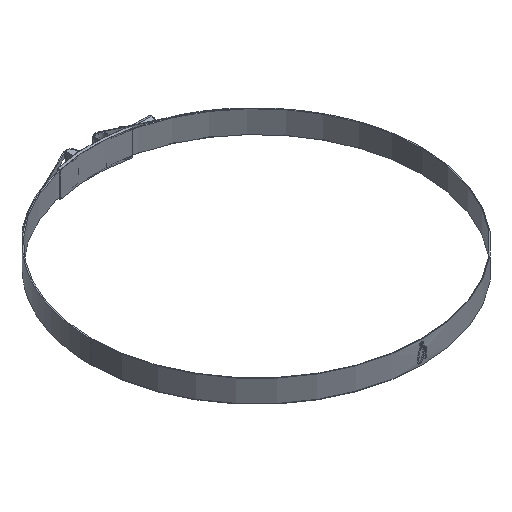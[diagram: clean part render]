
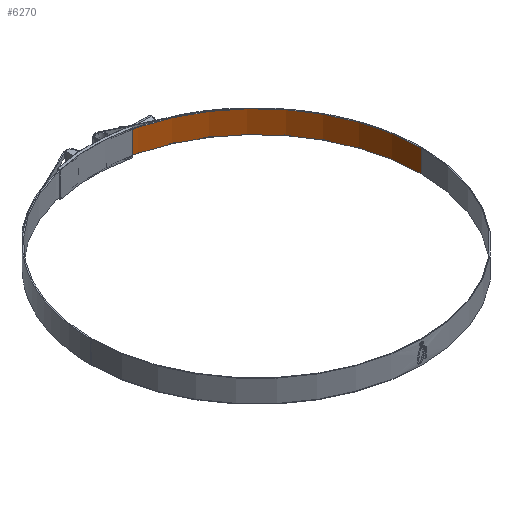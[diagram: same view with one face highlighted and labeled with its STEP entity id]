
A CAD part, isometric view. The second image highlights one B-rep face of the part: STEP entity #6270.
In plain terms, the highlighted cylindrical face has radius 140 mm (diameter 280 mm), a partial arc.
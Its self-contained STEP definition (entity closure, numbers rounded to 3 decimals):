
#229 = ORIENTED_EDGE ( 'NONE', *, *, #9920, .F. ) ;
#661 = EDGE_CURVE ( 'NONE', #3930, #5086, #2722, .T. ) ;
#1371 = CARTESIAN_POINT ( 'NONE',  ( 0., 0., 9.525 ) ) ;
#1451 = AXIS2_PLACEMENT_3D ( 'NONE', #10690, #10768, #7674 ) ;
#1469 = VECTOR ( 'NONE', #11244, 1000. ) ;
#1567 = DIRECTION ( 'NONE',  ( 0., 0., -1. ) ) ;
#1643 = CARTESIAN_POINT ( 'NONE',  ( 140., 0., 9.525 ) ) ;
#2033 = CARTESIAN_POINT ( 'NONE',  ( 140., 0., 9.525 ) ) ;
#2722 = LINE ( 'NONE', #7144, #1469 ) ;
#3186 = FACE_OUTER_BOUND ( 'NONE', #5749, .T. ) ;
#3680 = CARTESIAN_POINT ( 'NONE',  ( 0., 0., -9.525 ) ) ;
#3916 = EDGE_CURVE ( 'NONE', #5086, #5449, #5647, .T. ) ;
#3930 = VERTEX_POINT ( 'NONE', #7097 ) ;
#3994 = DIRECTION ( 'NONE',  ( 0., 0., -1. ) ) ;
#4046 = CIRCLE ( 'NONE', #10973, 140. ) ;
#4638 = EDGE_CURVE ( 'NONE', #3930, #7590, #4046, .T. ) ;
#5086 = VERTEX_POINT ( 'NONE', #7803 ) ;
#5449 = VERTEX_POINT ( 'NONE', #9864 ) ;
#5647 = CIRCLE ( 'NONE', #12341, 140. ) ;
#5716 = DIRECTION ( 'NONE',  ( -1., 0., 0. ) ) ;
#5749 = EDGE_LOOP ( 'NONE', ( #229, #12316, #6634, #11305 ) ) ;
#6270 = ADVANCED_FACE ( 'NONE', ( #3186 ), #13015, .F. ) ;
#6634 = ORIENTED_EDGE ( 'NONE', *, *, #661, .T. ) ;
#7097 = CARTESIAN_POINT ( 'NONE',  ( 12.069, 139.479, 9.525 ) ) ;
#7144 = CARTESIAN_POINT ( 'NONE',  ( 12.069, 139.479, 9.525 ) ) ;
#7590 = VERTEX_POINT ( 'NONE', #1643 ) ;
#7674 = DIRECTION ( 'NONE',  ( -1., 0., 0. ) ) ;
#7803 = CARTESIAN_POINT ( 'NONE',  ( 12.069, 139.479, -9.525 ) ) ;
#9864 = CARTESIAN_POINT ( 'NONE',  ( 140., 0., -9.525 ) ) ;
#9920 = EDGE_CURVE ( 'NONE', #7590, #5449, #11940, .T. ) ;
#10242 = VECTOR ( 'NONE', #3994, 1000. ) ;
#10280 = DIRECTION ( 'NONE',  ( 0., 0., -1. ) ) ;
#10690 = CARTESIAN_POINT ( 'NONE',  ( 0., 0., 9.525 ) ) ;
#10768 = DIRECTION ( 'NONE',  ( 0., 0., -1. ) ) ;
#10973 = AXIS2_PLACEMENT_3D ( 'NONE', #1371, #10280, #11500 ) ;
#11244 = DIRECTION ( 'NONE',  ( 0., 0., -1. ) ) ;
#11305 = ORIENTED_EDGE ( 'NONE', *, *, #3916, .T. ) ;
#11500 = DIRECTION ( 'NONE',  ( -1., 0., 0. ) ) ;
#11940 = LINE ( 'NONE', #2033, #10242 ) ;
#12316 = ORIENTED_EDGE ( 'NONE', *, *, #4638, .F. ) ;
#12341 = AXIS2_PLACEMENT_3D ( 'NONE', #3680, #1567, #5716 ) ;
#13015 = CYLINDRICAL_SURFACE ( 'NONE', #1451, 140. ) ;
